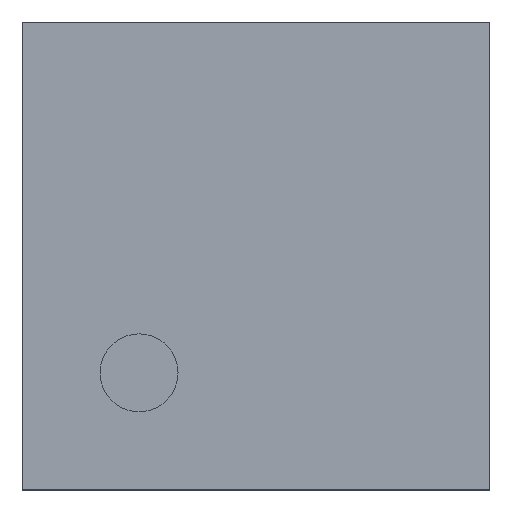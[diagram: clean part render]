
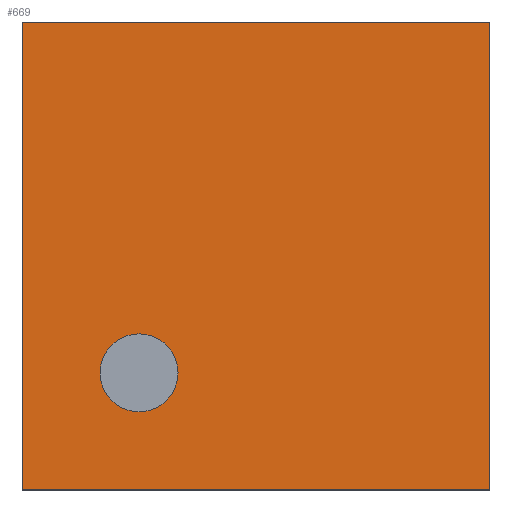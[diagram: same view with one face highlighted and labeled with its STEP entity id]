
A CAD part, top view. The second image highlights one B-rep face of the part: STEP entity #669.
In plain terms, the highlighted planar face has unit normal (0, 0, 1).
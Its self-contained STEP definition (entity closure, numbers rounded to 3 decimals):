
#24 = AXIS2_PLACEMENT_3D ( 'NONE', #431, #561, #929 ) ;
#34 = CARTESIAN_POINT ( 'NONE',  ( -0.2, -0.3, 0.19 ) ) ;
#43 = VERTEX_POINT ( 'NONE', #1523 ) ;
#55 = EDGE_CURVE ( 'NONE', #163, #1501, #1130, .T. ) ;
#60 = CARTESIAN_POINT ( 'NONE',  ( -0.6, 0.6, 0.19 ) ) ;
#92 = ORIENTED_EDGE ( 'NONE', *, *, #172, .F. ) ;
#159 = CARTESIAN_POINT ( 'NONE',  ( -0.3, -0.3, 0.19 ) ) ;
#163 = VERTEX_POINT ( 'NONE', #386 ) ;
#172 = EDGE_CURVE ( 'NONE', #805, #1519, #574, .T. ) ;
#178 = FACE_OUTER_BOUND ( 'NONE', #535, .T. ) ;
#208 = DIRECTION ( 'NONE',  ( -1., 0., 0. ) ) ;
#307 = ORIENTED_EDGE ( 'NONE', *, *, #1286, .T. ) ;
#316 = LINE ( 'NONE', #1599, #769 ) ;
#348 = DIRECTION ( 'NONE',  ( 0., 0., 1. ) ) ;
#375 = CARTESIAN_POINT ( 'NONE',  ( 0.6, 0.6, 0.19 ) ) ;
#386 = CARTESIAN_POINT ( 'NONE',  ( 0.6, -0.6, 0.19 ) ) ;
#408 = CARTESIAN_POINT ( 'NONE',  ( 0.6, 0.6, 0.19 ) ) ;
#416 = PLANE ( 'NONE',  #24 ) ;
#425 = DIRECTION ( 'NONE',  ( 0., 0., 1. ) ) ;
#431 = CARTESIAN_POINT ( 'NONE',  ( 0., 0., 0.19 ) ) ;
#469 = AXIS2_PLACEMENT_3D ( 'NONE', #902, #348, #1097 ) ;
#481 = ORIENTED_EDGE ( 'NONE', *, *, #1477, .T. ) ;
#535 = EDGE_LOOP ( 'NONE', ( #1120, #307, #481, #1624 ) ) ;
#561 = DIRECTION ( 'NONE',  ( 0., 0., 1. ) ) ;
#574 = CIRCLE ( 'NONE', #469, 0.1 ) ;
#588 = CARTESIAN_POINT ( 'NONE',  ( -0.6, -0.6, 0.19 ) ) ;
#669 = ADVANCED_FACE ( 'NONE', ( #1430, #178 ), #416, .T. ) ;
#732 = EDGE_CURVE ( 'NONE', #1519, #805, #1056, .T. ) ;
#757 = ORIENTED_EDGE ( 'NONE', *, *, #732, .F. ) ;
#769 = VECTOR ( 'NONE', #834, 1000. ) ;
#805 = VERTEX_POINT ( 'NONE', #1585 ) ;
#834 = DIRECTION ( 'NONE',  ( 1., 0., 0. ) ) ;
#893 = DIRECTION ( 'NONE',  ( 0., 1., 0. ) ) ;
#902 = CARTESIAN_POINT ( 'NONE',  ( -0.3, -0.3, 0.19 ) ) ;
#904 = VECTOR ( 'NONE', #208, 1000. ) ;
#929 = DIRECTION ( 'NONE',  ( 1., 0., 0. ) ) ;
#949 = AXIS2_PLACEMENT_3D ( 'NONE', #159, #425, #1034 ) ;
#1013 = VERTEX_POINT ( 'NONE', #588 ) ;
#1034 = DIRECTION ( 'NONE',  ( 1., 0., 0. ) ) ;
#1044 = EDGE_LOOP ( 'NONE', ( #757, #92 ) ) ;
#1051 = VECTOR ( 'NONE', #893, 1000. ) ;
#1056 = CIRCLE ( 'NONE', #949, 0.1 ) ;
#1097 = DIRECTION ( 'NONE',  ( 1., 0., 0. ) ) ;
#1120 = ORIENTED_EDGE ( 'NONE', *, *, #55, .T. ) ;
#1130 = LINE ( 'NONE', #375, #1051 ) ;
#1212 = VECTOR ( 'NONE', #1302, 1000. ) ;
#1286 = EDGE_CURVE ( 'NONE', #1501, #43, #1345, .T. ) ;
#1302 = DIRECTION ( 'NONE',  ( 0., -1., 0. ) ) ;
#1314 = CARTESIAN_POINT ( 'NONE',  ( -0.6, 0.6, 0.19 ) ) ;
#1345 = LINE ( 'NONE', #60, #904 ) ;
#1430 = FACE_BOUND ( 'NONE', #1044, .T. ) ;
#1477 = EDGE_CURVE ( 'NONE', #43, #1013, #1638, .T. ) ;
#1501 = VERTEX_POINT ( 'NONE', #408 ) ;
#1519 = VERTEX_POINT ( 'NONE', #34 ) ;
#1523 = CARTESIAN_POINT ( 'NONE',  ( -0.6, 0.6, 0.19 ) ) ;
#1585 = CARTESIAN_POINT ( 'NONE',  ( -0.4, -0.3, 0.19 ) ) ;
#1599 = CARTESIAN_POINT ( 'NONE',  ( -0.6, -0.6, 0.19 ) ) ;
#1610 = EDGE_CURVE ( 'NONE', #1013, #163, #316, .T. ) ;
#1624 = ORIENTED_EDGE ( 'NONE', *, *, #1610, .T. ) ;
#1638 = LINE ( 'NONE', #1314, #1212 ) ;
